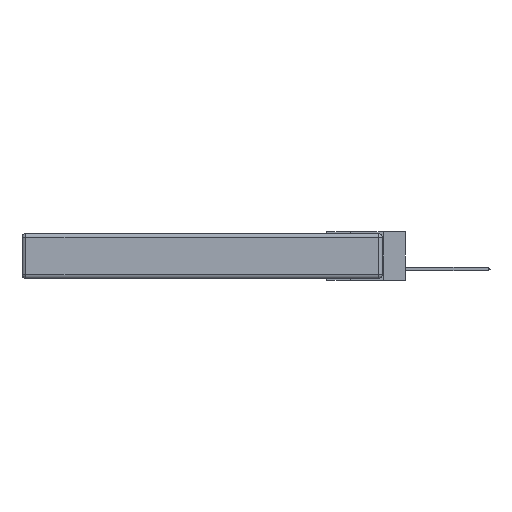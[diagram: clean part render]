
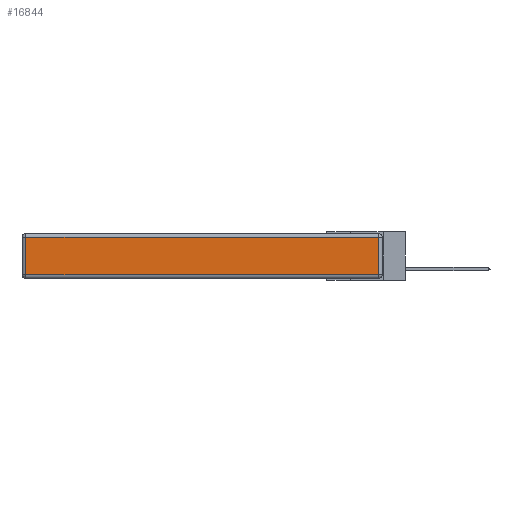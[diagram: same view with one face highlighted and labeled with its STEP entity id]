
A CAD part, left-side view. The second image highlights one B-rep face of the part: STEP entity #16844.
In plain terms, the highlighted planar face has unit normal (-1, 0, 0).
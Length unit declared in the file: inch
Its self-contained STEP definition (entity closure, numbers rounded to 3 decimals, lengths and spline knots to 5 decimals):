
#203 = ORIENTED_EDGE ( 'NONE', *, *, #16918, .T. ) ;
#217 = ORIENTED_EDGE ( 'NONE', *, *, #11441, .T. ) ;
#1213 = DIRECTION ( 'NONE',  ( 0., 0., -1. ) ) ;
#1832 = VECTOR ( 'NONE', #1213, 39.37008 ) ;
#1878 = VECTOR ( 'NONE', #3470, 39.37008 ) ;
#2189 = CARTESIAN_POINT ( 'NONE',  ( 0., 0.03, -0.343 ) ) ;
#2299 = EDGE_CURVE ( 'NONE', #2307, #16933, #7017, .T. ) ;
#2307 = VERTEX_POINT ( 'NONE', #10287 ) ;
#3065 = ORIENTED_EDGE ( 'NONE', *, *, #18892, .T. ) ;
#3470 = DIRECTION ( 'NONE',  ( 0., -1., 0. ) ) ;
#3824 = VECTOR ( 'NONE', #10547, 39.37008 ) ;
#4331 = CARTESIAN_POINT ( 'NONE',  ( 0., 0.03, -0.03 ) ) ;
#4605 = CARTESIAN_POINT ( 'NONE',  ( 0., 2.75, -0.03 ) ) ;
#4639 = ORIENTED_EDGE ( 'NONE', *, *, #2299, .T. ) ;
#6077 = VECTOR ( 'NONE', #9964, 39.37008 ) ;
#7017 = LINE ( 'NONE', #2189, #6077 ) ;
#8292 = DIRECTION ( 'NONE',  ( -1., 0., 0. ) ) ;
#9269 = CARTESIAN_POINT ( 'NONE',  ( 0., 2.72, -0.313 ) ) ;
#9964 = DIRECTION ( 'NONE',  ( 0., 0., 1. ) ) ;
#10287 = CARTESIAN_POINT ( 'NONE',  ( 0., 0.03, -0.313 ) ) ;
#10547 = DIRECTION ( 'NONE',  ( 0., 1., 0. ) ) ;
#11106 = CARTESIAN_POINT ( 'NONE',  ( 0., 0., -0.313 ) ) ;
#11441 = EDGE_CURVE ( 'NONE', #15341, #14183, #11500, .T. ) ;
#11500 = LINE ( 'NONE', #12291, #1832 ) ;
#11801 = FACE_OUTER_BOUND ( 'NONE', #19658, .T. ) ;
#12291 = CARTESIAN_POINT ( 'NONE',  ( 0., 2.72, -0.343 ) ) ;
#12540 = LINE ( 'NONE', #4605, #3824 ) ;
#12800 = PLANE ( 'NONE',  #14104 ) ;
#13265 = LINE ( 'NONE', #11106, #1878 ) ;
#14104 = AXIS2_PLACEMENT_3D ( 'NONE', #16231, #8292, #19129 ) ;
#14183 = VERTEX_POINT ( 'NONE', #9269 ) ;
#15341 = VERTEX_POINT ( 'NONE', #15845 ) ;
#15845 = CARTESIAN_POINT ( 'NONE',  ( 0., 2.72, -0.03 ) ) ;
#16231 = CARTESIAN_POINT ( 'NONE',  ( 0., 0., -0.343 ) ) ;
#16844 = ADVANCED_FACE ( 'NONE', ( #11801 ), #12800, .T. ) ;
#16918 = EDGE_CURVE ( 'NONE', #16933, #15341, #12540, .T. ) ;
#16933 = VERTEX_POINT ( 'NONE', #4331 ) ;
#18892 = EDGE_CURVE ( 'NONE', #14183, #2307, #13265, .T. ) ;
#19129 = DIRECTION ( 'NONE',  ( 0., 0., 1. ) ) ;
#19658 = EDGE_LOOP ( 'NONE', ( #3065, #4639, #203, #217 ) ) ;
